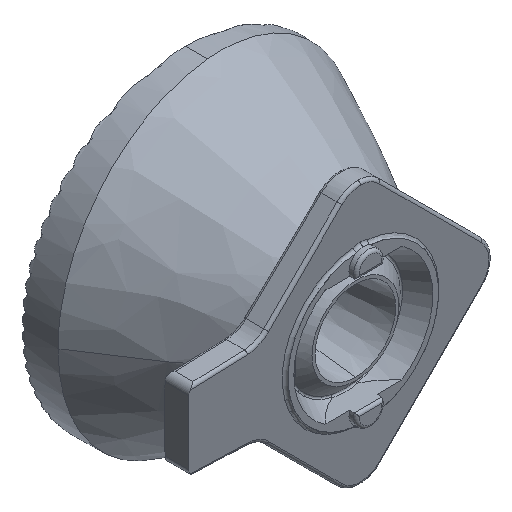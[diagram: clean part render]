
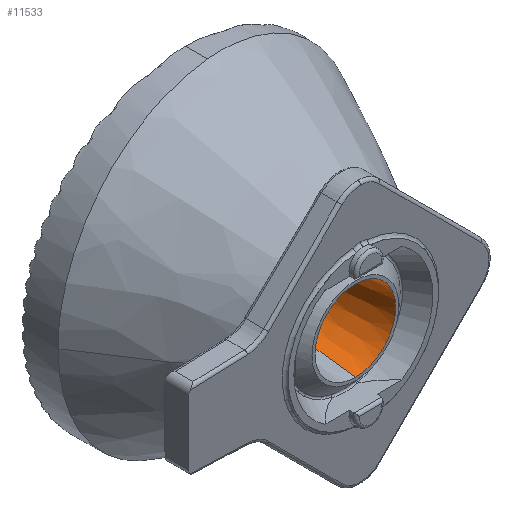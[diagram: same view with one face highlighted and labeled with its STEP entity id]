
A CAD part, isometric view. The second image highlights one B-rep face of the part: STEP entity #11533.
In plain terms, the highlighted conical face has half-angle 7.159 degrees and reference radius 2.278 mm.
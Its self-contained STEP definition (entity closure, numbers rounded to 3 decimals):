
#783 = DIRECTION ( 'NONE',  ( 0., -0.992, 0.125 ) ) ;
#919 = EDGE_CURVE ( 'NONE', #8963, #2311, #10637, .T. ) ;
#944 = VECTOR ( 'NONE', #783, 1000. ) ;
#1081 = DIRECTION ( 'NONE',  ( 0., 0., 1. ) ) ;
#1255 = CIRCLE ( 'NONE', #4337, 2.787 ) ;
#1347 = ORIENTED_EDGE ( 'NONE', *, *, #919, .T. ) ;
#1861 = CARTESIAN_POINT ( 'NONE',  ( 0., 4.6, 0. ) ) ;
#2311 = VERTEX_POINT ( 'NONE', #11264 ) ;
#2339 = CARTESIAN_POINT ( 'NONE',  ( 0., 4.6, -2.278 ) ) ;
#2410 = DIRECTION ( 'NONE',  ( 0., 0., 1. ) ) ;
#3035 = CARTESIAN_POINT ( 'NONE',  ( 0., 4.6, -2.278 ) ) ;
#3430 = EDGE_CURVE ( 'NONE', #8138, #4621, #9868, .T. ) ;
#3631 = AXIS2_PLACEMENT_3D ( 'NONE', #1861, #5565, #1081 ) ;
#3724 = EDGE_CURVE ( 'NONE', #8138, #5957, #10220, .T. ) ;
#4337 = AXIS2_PLACEMENT_3D ( 'NONE', #10895, #10290, #4737 ) ;
#4621 = VERTEX_POINT ( 'NONE', #4649 ) ;
#4649 = CARTESIAN_POINT ( 'NONE',  ( 0., 0.55, 2.787 ) ) ;
#4737 = DIRECTION ( 'NONE',  ( 0., 0., 1. ) ) ;
#4907 = EDGE_LOOP ( 'NONE', ( #6098, #8005, #9520, #1347, #8135 ) ) ;
#5116 = CONICAL_SURFACE ( 'NONE', #9550, 2.278, 0.125 ) ;
#5565 = DIRECTION ( 'NONE',  ( 0., 1., 0. ) ) ;
#5884 = EDGE_CURVE ( 'NONE', #5957, #8963, #9161, .T. ) ;
#5957 = VERTEX_POINT ( 'NONE', #9196 ) ;
#6048 = DIRECTION ( 'NONE',  ( 0., -0.992, -0.125 ) ) ;
#6098 = ORIENTED_EDGE ( 'NONE', *, *, #3430, .F. ) ;
#6122 = DIRECTION ( 'NONE',  ( 0., 1., 0. ) ) ;
#6176 = DIRECTION ( 'NONE',  ( 0., -1., 0. ) ) ;
#6858 = CARTESIAN_POINT ( 'NONE',  ( 0., 4.6, 0. ) ) ;
#7812 = DIRECTION ( 'NONE',  ( 0., 0., -1. ) ) ;
#8005 = ORIENTED_EDGE ( 'NONE', *, *, #3724, .T. ) ;
#8056 = CARTESIAN_POINT ( 'NONE',  ( 0., 4.6, 2.278 ) ) ;
#8135 = ORIENTED_EDGE ( 'NONE', *, *, #8505, .F. ) ;
#8138 = VERTEX_POINT ( 'NONE', #10377 ) ;
#8319 = VECTOR ( 'NONE', #6048, 1000. ) ;
#8505 = EDGE_CURVE ( 'NONE', #4621, #2311, #1255, .T. ) ;
#8784 = AXIS2_PLACEMENT_3D ( 'NONE', #9074, #6122, #2410 ) ;
#8963 = VERTEX_POINT ( 'NONE', #3035 ) ;
#9074 = CARTESIAN_POINT ( 'NONE',  ( 0., 4.6, 0. ) ) ;
#9161 = CIRCLE ( 'NONE', #8784, 2.278 ) ;
#9196 = CARTESIAN_POINT ( 'NONE',  ( 2.278, 4.6, 0. ) ) ;
#9520 = ORIENTED_EDGE ( 'NONE', *, *, #5884, .T. ) ;
#9550 = AXIS2_PLACEMENT_3D ( 'NONE', #6858, #6176, #7812 ) ;
#9868 = LINE ( 'NONE', #8056, #944 ) ;
#10220 = CIRCLE ( 'NONE', #3631, 2.278 ) ;
#10290 = DIRECTION ( 'NONE',  ( 0., 1., 0. ) ) ;
#10377 = CARTESIAN_POINT ( 'NONE',  ( 0., 4.6, 2.278 ) ) ;
#10589 = FACE_OUTER_BOUND ( 'NONE', #4907, .T. ) ;
#10637 = LINE ( 'NONE', #2339, #8319 ) ;
#10895 = CARTESIAN_POINT ( 'NONE',  ( 0., 0.55, 0. ) ) ;
#11264 = CARTESIAN_POINT ( 'NONE',  ( 0., 0.55, -2.787 ) ) ;
#11533 = ADVANCED_FACE ( 'NONE', ( #10589 ), #5116, .F. ) ;
